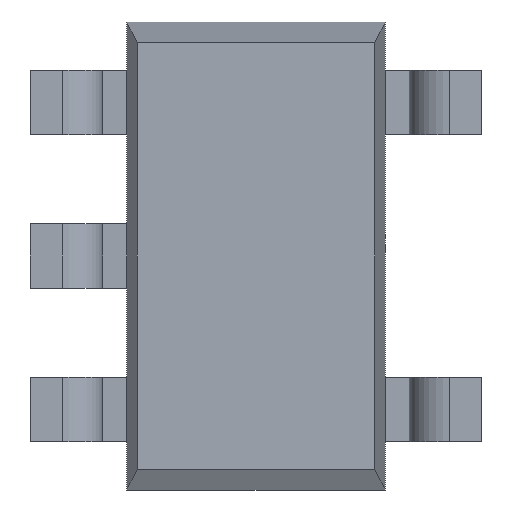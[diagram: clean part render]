
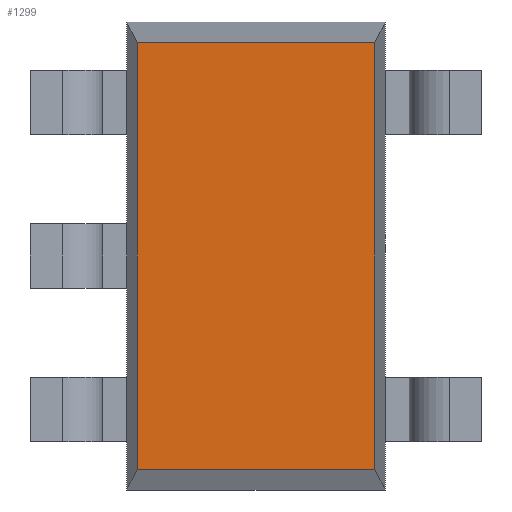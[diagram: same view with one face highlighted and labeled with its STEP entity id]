
A CAD part, front view. The second image highlights one B-rep face of the part: STEP entity #1299.
In plain terms, the highlighted planar face has unit normal (0, -1, 0).
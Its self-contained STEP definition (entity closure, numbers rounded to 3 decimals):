
#52 = DIRECTION ( 'NONE',  ( 0., 0., -1. ) ) ;
#184 = VECTOR ( 'NONE', #1311, 1000. ) ;
#308 = VERTEX_POINT ( 'NONE', #2790 ) ;
#415 = EDGE_LOOP ( 'NONE', ( #2769, #1577, #1921, #1023 ) ) ;
#462 = CARTESIAN_POINT ( 'NONE',  ( -0.736, 0.15, 1.35 ) ) ;
#579 = EDGE_CURVE ( 'NONE', #2044, #2598, #1650, .T. ) ;
#781 = CARTESIAN_POINT ( 'NONE',  ( 0.736, 0.15, 1.221 ) ) ;
#792 = CARTESIAN_POINT ( 'NONE',  ( -0.736, 0.15, -1.421 ) ) ;
#1023 = ORIENTED_EDGE ( 'NONE', *, *, #2125, .F. ) ;
#1037 = LINE ( 'NONE', #1480, #1923 ) ;
#1099 = PLANE ( 'NONE',  #1829 ) ;
#1299 = ADVANCED_FACE ( 'NONE', ( #1886 ), #1099, .T. ) ;
#1311 = DIRECTION ( 'NONE',  ( 0., 0., 1. ) ) ;
#1392 = DIRECTION ( 'NONE',  ( -1., 0., 0. ) ) ;
#1480 = CARTESIAN_POINT ( 'NONE',  ( 0., 0.15, 1.221 ) ) ;
#1503 = CARTESIAN_POINT ( 'NONE',  ( 0.736, 0.15, -1.55 ) ) ;
#1577 = ORIENTED_EDGE ( 'NONE', *, *, #579, .F. ) ;
#1586 = CARTESIAN_POINT ( 'NONE',  ( 0., 0.15, -0.1 ) ) ;
#1650 = LINE ( 'NONE', #2726, #2676 ) ;
#1829 = AXIS2_PLACEMENT_3D ( 'NONE', #1586, #2574, #1392 ) ;
#1886 = FACE_OUTER_BOUND ( 'NONE', #415, .T. ) ;
#1921 = ORIENTED_EDGE ( 'NONE', *, *, #2658, .T. ) ;
#1923 = VECTOR ( 'NONE', #1958, 1000. ) ;
#1958 = DIRECTION ( 'NONE',  ( 1., 0., 0. ) ) ;
#2044 = VERTEX_POINT ( 'NONE', #2547 ) ;
#2125 = EDGE_CURVE ( 'NONE', #308, #2915, #1037, .T. ) ;
#2197 = LINE ( 'NONE', #1503, #184 ) ;
#2311 = LINE ( 'NONE', #462, #2403 ) ;
#2403 = VECTOR ( 'NONE', #52, 1000. ) ;
#2516 = DIRECTION ( 'NONE',  ( -1., 0., 0. ) ) ;
#2547 = CARTESIAN_POINT ( 'NONE',  ( 0.736, 0.15, -1.421 ) ) ;
#2574 = DIRECTION ( 'NONE',  ( 0., -1., 0. ) ) ;
#2598 = VERTEX_POINT ( 'NONE', #792 ) ;
#2658 = EDGE_CURVE ( 'NONE', #2044, #2915, #2197, .T. ) ;
#2676 = VECTOR ( 'NONE', #2516, 1000. ) ;
#2726 = CARTESIAN_POINT ( 'NONE',  ( 1.4, 0.15, -1.421 ) ) ;
#2739 = EDGE_CURVE ( 'NONE', #308, #2598, #2311, .T. ) ;
#2769 = ORIENTED_EDGE ( 'NONE', *, *, #2739, .T. ) ;
#2790 = CARTESIAN_POINT ( 'NONE',  ( -0.736, 0.15, 1.221 ) ) ;
#2915 = VERTEX_POINT ( 'NONE', #781 ) ;
